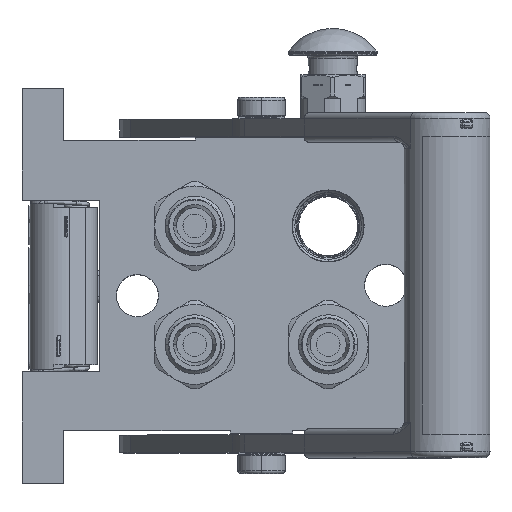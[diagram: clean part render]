
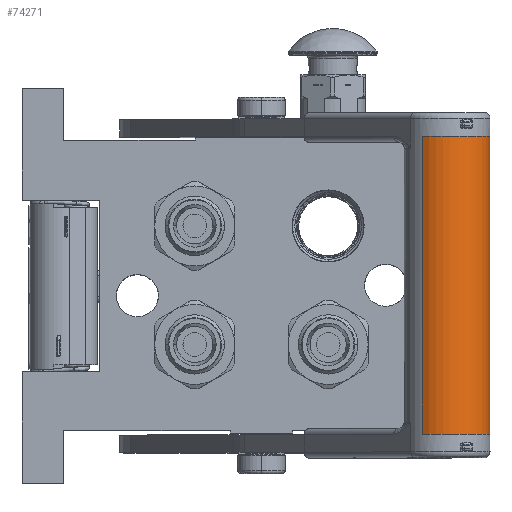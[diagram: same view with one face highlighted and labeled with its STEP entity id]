
A CAD part, top view. The second image highlights one B-rep face of the part: STEP entity #74271.
In plain terms, the highlighted cylindrical face has radius 14.5 mm (diameter 29 mm), a partial arc.
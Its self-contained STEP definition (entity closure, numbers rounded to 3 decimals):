
#423 = LINE ( 'NONE', #91120, #73135 ) ;
#773 = CARTESIAN_POINT ( 'NONE',  ( 50.5, -7.576, -12.363 ) ) ;
#3711 = CARTESIAN_POINT ( 'NONE',  ( 46.5, 0., 0. ) ) ;
#4786 = EDGE_LOOP ( 'NONE', ( #119170, #108433, #18996, #30680, #110721, #36736, #55271, #119578, #20892 ) ) ;
#5795 = EDGE_CURVE ( 'NONE', #41955, #72615, #15336, .T. ) ;
#6853 = CARTESIAN_POINT ( 'NONE',  ( -50., 0., 14.5 ) ) ;
#7122 = DIRECTION ( 'NONE',  ( 1., 0., 0. ) ) ;
#9204 = CARTESIAN_POINT ( 'NONE',  ( 46.5, 0., -14.5 ) ) ;
#13691 = DIRECTION ( 'NONE',  ( 0., -0.522, -0.853 ) ) ;
#14800 = DIRECTION ( 'NONE',  ( 1., 0., 0. ) ) ;
#15336 = CIRCLE ( 'NONE', #79314, 14.5 ) ;
#15808 = CARTESIAN_POINT ( 'NONE',  ( -46., 0., -14.5 ) ) ;
#18518 = AXIS2_PLACEMENT_3D ( 'NONE', #38263, #112979, #103412 ) ;
#18660 = CARTESIAN_POINT ( 'NONE',  ( 46.5, -7.111, -12.636 ) ) ;
#18996 = ORIENTED_EDGE ( 'NONE', *, *, #55143, .T. ) ;
#19737 = VERTEX_POINT ( 'NONE', #6853 ) ;
#20892 = ORIENTED_EDGE ( 'NONE', *, *, #117787, .T. ) ;
#22932 = DIRECTION ( 'NONE',  ( -1., 0., 0. ) ) ;
#23640 = CARTESIAN_POINT ( 'NONE',  ( 50.5, 0., 0. ) ) ;
#28421 = CARTESIAN_POINT ( 'NONE',  ( 46.5, -7.576, -12.363 ) ) ;
#28685 = VECTOR ( 'NONE', #14800, 1000. ) ;
#30680 = ORIENTED_EDGE ( 'NONE', *, *, #85505, .T. ) ;
#31222 = EDGE_CURVE ( 'NONE', #35929, #41955, #98855, .T. ) ;
#31228 = CARTESIAN_POINT ( 'NONE',  ( -46., 0., -14.5 ) ) ;
#34889 = DIRECTION ( 'NONE',  ( 1., 0., 0. ) ) ;
#35929 = VERTEX_POINT ( 'NONE', #31228 ) ;
#36736 = ORIENTED_EDGE ( 'NONE', *, *, #60479, .F. ) ;
#38263 = CARTESIAN_POINT ( 'NONE',  ( -46., 0., 0. ) ) ;
#40593 = DIRECTION ( 'NONE',  ( -1., 0., 0. ) ) ;
#41955 = VERTEX_POINT ( 'NONE', #9204 ) ;
#44432 = VERTEX_POINT ( 'NONE', #85082 ) ;
#45704 = AXIS2_PLACEMENT_3D ( 'NONE', #23640, #51394, #13691 ) ;
#46551 = LINE ( 'NONE', #72059, #28685 ) ;
#47248 = CIRCLE ( 'NONE', #79451, 14.5 ) ;
#48326 = DIRECTION ( 'NONE',  ( 1., 0., 0. ) ) ;
#50921 = DIRECTION ( 'NONE',  ( 0., 0., -1. ) ) ;
#51208 = VERTEX_POINT ( 'NONE', #56010 ) ;
#51394 = DIRECTION ( 'NONE',  ( -1., 0., 0. ) ) ;
#52914 = CIRCLE ( 'NONE', #96172, 14.5 ) ;
#54653 = EDGE_CURVE ( 'NONE', #19737, #44432, #47248, .T. ) ;
#55143 = EDGE_CURVE ( 'NONE', #72615, #83311, #52914, .T. ) ;
#55271 = ORIENTED_EDGE ( 'NONE', *, *, #54653, .T. ) ;
#56010 = CARTESIAN_POINT ( 'NONE',  ( -46., -7.576, -12.363 ) ) ;
#59237 = EDGE_CURVE ( 'NONE', #91964, #75923, #104516, .T. ) ;
#60479 = EDGE_CURVE ( 'NONE', #19737, #75923, #423, .T. ) ;
#72059 = CARTESIAN_POINT ( 'NONE',  ( -50., -7.576, -12.363 ) ) ;
#72615 = VERTEX_POINT ( 'NONE', #18660 ) ;
#72691 = DIRECTION ( 'NONE',  ( -1., 0., 0. ) ) ;
#72869 = CARTESIAN_POINT ( 'NONE',  ( 46.5, -7.576, -12.363 ) ) ;
#73135 = VECTOR ( 'NONE', #73283, 1000. ) ;
#73283 = DIRECTION ( 'NONE',  ( 1., 0., 0. ) ) ;
#73314 = LINE ( 'NONE', #28421, #99960 ) ;
#73626 = VECTOR ( 'NONE', #7122, 1000. ) ;
#74271 = ADVANCED_FACE ( 'NONE', ( #108781 ), #99872, .T. ) ;
#74562 = AXIS2_PLACEMENT_3D ( 'NONE', #98850, #22932, #80168 ) ;
#75923 = VERTEX_POINT ( 'NONE', #87288 ) ;
#79314 = AXIS2_PLACEMENT_3D ( 'NONE', #90929, #72691, #111679 ) ;
#79451 = AXIS2_PLACEMENT_3D ( 'NONE', #101258, #34889, #101669 ) ;
#80168 = DIRECTION ( 'NONE',  ( 0., 0., -1. ) ) ;
#82147 = CIRCLE ( 'NONE', #18518, 14.5 ) ;
#83311 = VERTEX_POINT ( 'NONE', #72869 ) ;
#85082 = CARTESIAN_POINT ( 'NONE',  ( -50., -7.576, -12.363 ) ) ;
#85505 = EDGE_CURVE ( 'NONE', #83311, #91964, #73314, .T. ) ;
#87288 = CARTESIAN_POINT ( 'NONE',  ( 50.5, 0., 14.5 ) ) ;
#90929 = CARTESIAN_POINT ( 'NONE',  ( 46.5, 0., 0. ) ) ;
#91120 = CARTESIAN_POINT ( 'NONE',  ( -50., 0., 14.5 ) ) ;
#91964 = VERTEX_POINT ( 'NONE', #773 ) ;
#96172 = AXIS2_PLACEMENT_3D ( 'NONE', #3711, #40593, #50921 ) ;
#98850 = CARTESIAN_POINT ( 'NONE',  ( -50., 0., 0. ) ) ;
#98855 = LINE ( 'NONE', #15808, #73626 ) ;
#99872 = CYLINDRICAL_SURFACE ( 'NONE', #74562, 14.5 ) ;
#99960 = VECTOR ( 'NONE', #48326, 1000. ) ;
#101258 = CARTESIAN_POINT ( 'NONE',  ( -50., 0., 0. ) ) ;
#101669 = DIRECTION ( 'NONE',  ( 0., 0., 1. ) ) ;
#103412 = DIRECTION ( 'NONE',  ( 0., -0.522, -0.853 ) ) ;
#104516 = CIRCLE ( 'NONE', #45704, 14.5 ) ;
#107949 = EDGE_CURVE ( 'NONE', #44432, #51208, #46551, .T. ) ;
#108433 = ORIENTED_EDGE ( 'NONE', *, *, #5795, .T. ) ;
#108781 = FACE_OUTER_BOUND ( 'NONE', #4786, .T. ) ;
#110721 = ORIENTED_EDGE ( 'NONE', *, *, #59237, .T. ) ;
#111679 = DIRECTION ( 'NONE',  ( 0., 0., -1. ) ) ;
#112979 = DIRECTION ( 'NONE',  ( 1., 0., 0. ) ) ;
#117787 = EDGE_CURVE ( 'NONE', #51208, #35929, #82147, .T. ) ;
#119170 = ORIENTED_EDGE ( 'NONE', *, *, #31222, .T. ) ;
#119578 = ORIENTED_EDGE ( 'NONE', *, *, #107949, .T. ) ;
